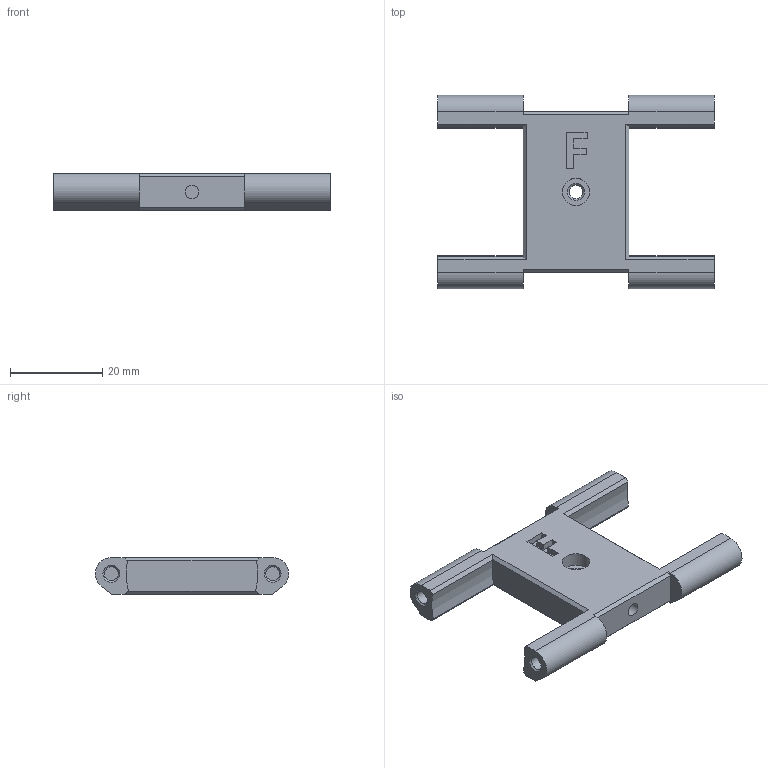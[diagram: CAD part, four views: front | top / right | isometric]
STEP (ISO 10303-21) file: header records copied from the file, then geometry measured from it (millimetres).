
FILE_DESCRIPTION(/* description */ ('STEP AP214'),/* implementation_level */ '2;1');
FILE_NAME(/* name */ '5fd2f24c0c8acb0ea5ac67d3',/* time_stamp */ '2020-12-11T04:15:08+00:00',/* author */ (''),/* organization */ (''),/* preprocessor_version */ 'ST-DEVELOPER v18.1',/* originating_system */ ' ',/* authorisation */ ' ');
FILE_SCHEMA (('AUTOMOTIVE_DESIGN {1 0 10303 214 3 1 1}'));
Length unit declared in the file: metre
Products named in the file (1): Motor-Bracket
Bounding box: 60 x 41.98 x 8 mm (x, y, z)
Volume: 9248.5 mm3; surface area: 5205.6 mm2
Topology: 1 solids, 1 shells, 75 faces, 196 edges, 131 vertices
Faces by surface type: plane 52, cylinder 16, cone 7
Full cylindrical faces by diameter (mm): 3 x7, 6 x1
Entity records: 2184 total; most frequent: CARTESIAN_POINT 372, DIRECTION 364, ORIENTED_EDGE 346, EDGE_CURVE 173, LINE 134, VECTOR 134, VERTEX_POINT 123, AXIS2_PLACEMENT_3D 115
